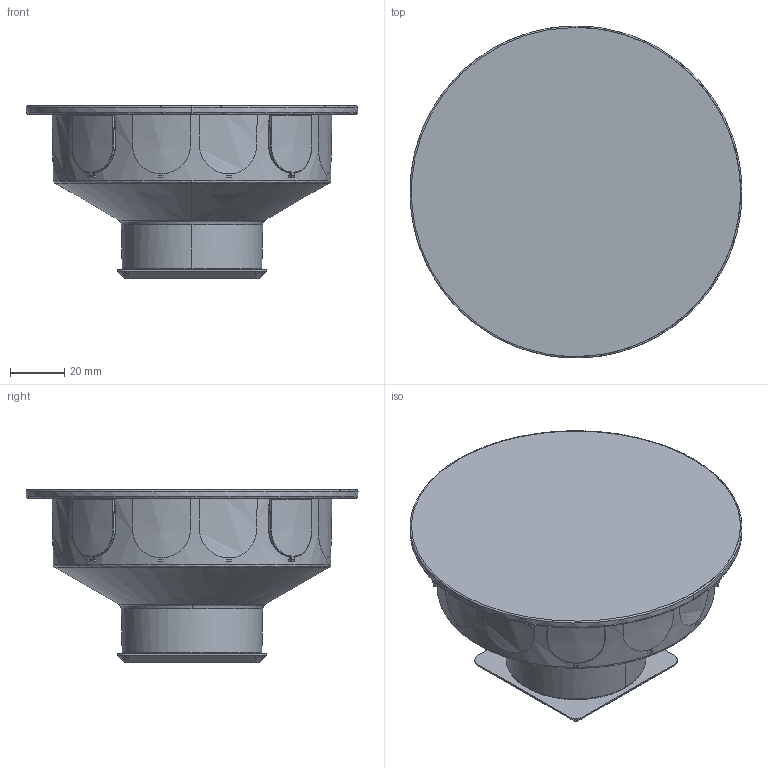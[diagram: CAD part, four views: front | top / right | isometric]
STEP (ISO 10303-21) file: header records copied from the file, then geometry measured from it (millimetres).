
FILE_DESCRIPTION(/* description */ (''),/* implementation_level */ '2;1');
FILE_NAME(/* name */ 'T4000300_EGO 55 WO FLAT QUADRO',/* time_stamp */ '2018-02-05T17:44:16+01:00',/* author */ (''),/* organization */ (''),/* preprocessor_version */ 'ST-DEVELOPER v15',/* originating_system */ '',/* authorisation */ '');
FILE_SCHEMA (('CONFIG_CONTROL_DESIGN'));
Length unit declared in the file: millimetre
Products named in the file (1): Document
Bounding box: 121.99 x 122.08 x 63.31 mm (x, y, z)
Volume: 133.6 mm3; surface area: 50569.9 mm2
Topology: 2 solids, 192 shells, 391 faces, 1574 edges, 1390 vertices
Faces by surface type: bspline 283, plane 108
Entity records: 22796 total; most frequent: CARTESIAN_POINT 14885, ORIENTED_EDGE 2121, EDGE_CURVE 1566, VERTEX_POINT 1390, B_SPLINE_CURVE_WITH_KNOTS 808, EDGE_LOOP 416, ADVANCED_FACE 391, FACE_OUTER_BOUND 391
